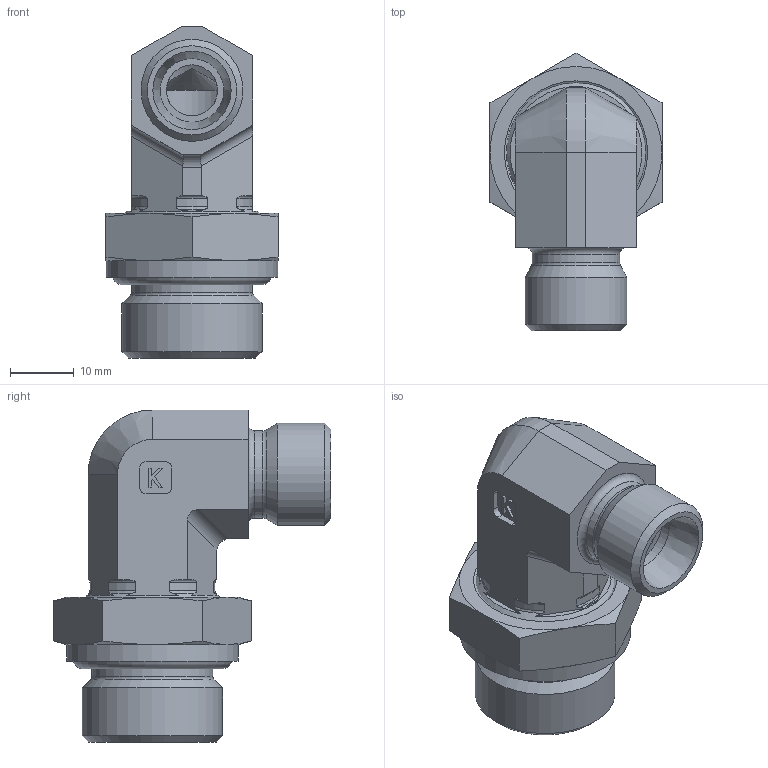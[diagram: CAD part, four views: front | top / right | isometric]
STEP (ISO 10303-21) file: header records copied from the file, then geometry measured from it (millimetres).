
FILE_DESCRIPTION((''),'2;1');
FILE_NAME('6702216010.stp','2015-07-17T15:05:32',(''),('KNOMI spol. s r. o.'),'Autodesk Inventor 2012','Autodesk Inventor 2012','');
FILE_SCHEMA(('AUTOMOTIVE_DESIGN { 1 2 10303 214 0 1 1 1 }'));
Length unit declared in the file: millimetre
Products named in the file (4): ÚPS M22/M16K op. Výkovek; 678 2216 10; 675 022; 60 18500 300 70
Assembly tree (3 placements, depth 2):
  ÚPS M22/M16K op. Výkovek
    678 2216 10
    675 022
    60 18500 300 70
Bounding box: 27 x 43.59 x 52.1 mm (x, y, z)
Volume: 17377.1 mm3; surface area: 9950.8 mm2
Topology: 3 solids, 3 shells, 127 faces, 319 edges, 202 vertices
Faces by surface type: plane 56, cone 28, cylinder 25, torus 18
Full cylindrical faces by diameter (mm): 8 x1, 10 x1, 12 x1, 13.7 x1, 16 x1, 19 x1, 20.376 x1, 22 x2, 24.5 x1, 26.9 x1
Entity records: 4048 total; most frequent: CARTESIAN_POINT 979, DIRECTION 580, ORIENTED_EDGE 574, EDGE_CURVE 287, AXIS2_PLACEMENT_3D 227, VERTEX_POINT 196, EDGE_LOOP 163, STYLED_ITEM 130
